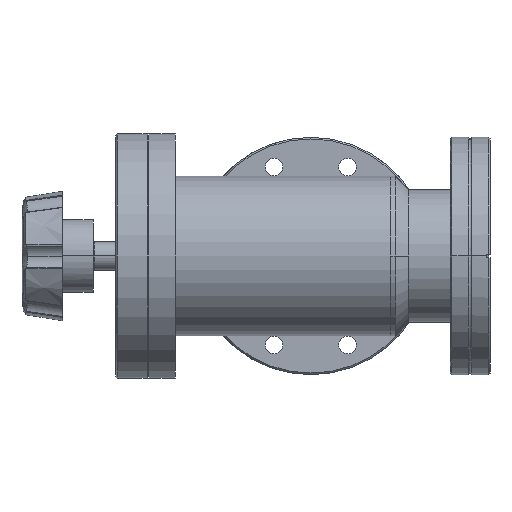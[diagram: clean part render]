
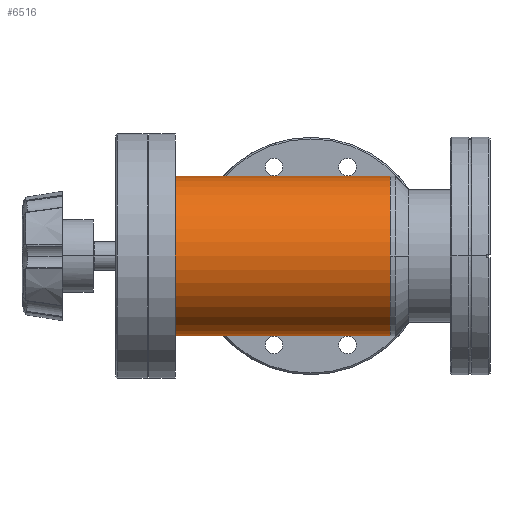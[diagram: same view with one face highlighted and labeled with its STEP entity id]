
A CAD part, left-side view. The second image highlights one B-rep face of the part: STEP entity #6516.
In plain terms, the highlighted cylindrical face has radius 38.1 mm (diameter 76.2 mm), a partial arc.
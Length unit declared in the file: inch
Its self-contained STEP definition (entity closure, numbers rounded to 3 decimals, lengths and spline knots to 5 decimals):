
#495 = EDGE_CURVE ( 'NONE', #11170, #15045, #14236, .T. ) ;
#620 = ORIENTED_EDGE ( 'NONE', *, *, #6885, .T. ) ;
#765 = CIRCLE ( 'NONE', #4818, 1.5 ) ;
#958 = CARTESIAN_POINT ( 'NONE',  ( 0., 0., 0. ) ) ;
#1574 = VERTEX_POINT ( 'NONE', #5843 ) ;
#2255 = DIRECTION ( 'NONE',  ( 0., 0., -1. ) ) ;
#2496 = CARTESIAN_POINT ( 'NONE',  ( 0., 4.112, 1.5 ) ) ;
#2614 = FACE_OUTER_BOUND ( 'NONE', #2980, .T. ) ;
#2698 = DIRECTION ( 'NONE',  ( 0., 0., -1. ) ) ;
#2980 = EDGE_LOOP ( 'NONE', ( #4148, #10273, #8993, #620 ) ) ;
#3603 = CIRCLE ( 'NONE', #15630, 1.5 ) ;
#3968 = CARTESIAN_POINT ( 'NONE',  ( 0., 4.112, 0. ) ) ;
#4148 = ORIENTED_EDGE ( 'NONE', *, *, #495, .F. ) ;
#4597 = LINE ( 'NONE', #16204, #11430 ) ;
#4818 = AXIS2_PLACEMENT_3D ( 'NONE', #958, #9920, #2255 ) ;
#5843 = CARTESIAN_POINT ( 'NONE',  ( 0., 0., -1.5 ) ) ;
#6128 = EDGE_CURVE ( 'NONE', #11170, #14324, #3603, .T. ) ;
#6340 = EDGE_CURVE ( 'NONE', #14324, #1574, #4597, .T. ) ;
#6516 = ADVANCED_FACE ( 'NONE', ( #2614 ), #9032, .T. ) ;
#6859 = CARTESIAN_POINT ( 'NONE',  ( 0., 4.092, 0. ) ) ;
#6885 = EDGE_CURVE ( 'NONE', #1574, #15045, #765, .T. ) ;
#7260 = DIRECTION ( 'NONE',  ( 0., -1., 0. ) ) ;
#7396 = VECTOR ( 'NONE', #11445, 39.37008 ) ;
#7776 = DIRECTION ( 'NONE',  ( 0., -1., 0. ) ) ;
#8177 = DIRECTION ( 'NONE',  ( 0., 0., -1. ) ) ;
#8266 = CARTESIAN_POINT ( 'NONE',  ( 0., 4.092, 1.5 ) ) ;
#8993 = ORIENTED_EDGE ( 'NONE', *, *, #6340, .T. ) ;
#9032 = CYLINDRICAL_SURFACE ( 'NONE', #13187, 1.5 ) ;
#9920 = DIRECTION ( 'NONE',  ( 0., 1., 0. ) ) ;
#10273 = ORIENTED_EDGE ( 'NONE', *, *, #6128, .T. ) ;
#10896 = CARTESIAN_POINT ( 'NONE',  ( 0., 0., 1.5 ) ) ;
#11170 = VERTEX_POINT ( 'NONE', #8266 ) ;
#11430 = VECTOR ( 'NONE', #7260, 39.37008 ) ;
#11445 = DIRECTION ( 'NONE',  ( 0., -1., 0. ) ) ;
#13187 = AXIS2_PLACEMENT_3D ( 'NONE', #3968, #7776, #2698 ) ;
#14236 = LINE ( 'NONE', #2496, #7396 ) ;
#14324 = VERTEX_POINT ( 'NONE', #15337 ) ;
#15045 = VERTEX_POINT ( 'NONE', #10896 ) ;
#15337 = CARTESIAN_POINT ( 'NONE',  ( 0., 4.092, -1.5 ) ) ;
#15630 = AXIS2_PLACEMENT_3D ( 'NONE', #6859, #15820, #8177 ) ;
#15820 = DIRECTION ( 'NONE',  ( 0., -1., 0. ) ) ;
#16204 = CARTESIAN_POINT ( 'NONE',  ( 0., 4.112, -1.5 ) ) ;
